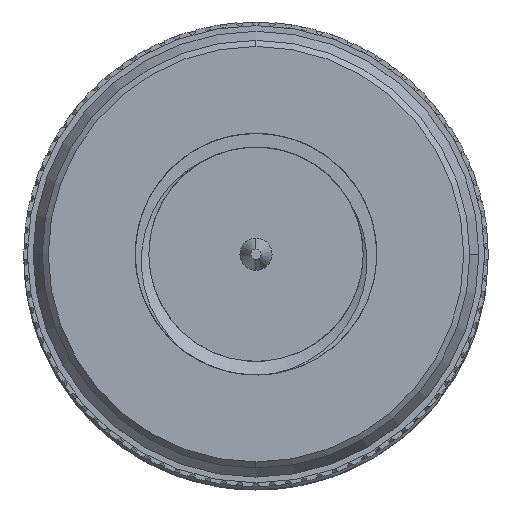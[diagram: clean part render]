
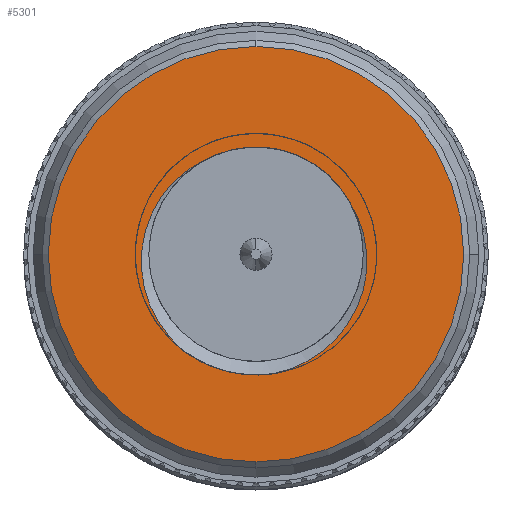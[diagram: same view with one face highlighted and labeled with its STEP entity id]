
A CAD part, front view. The second image highlights one B-rep face of the part: STEP entity #5301.
In plain terms, the highlighted planar face has unit normal (0, -1, 0).
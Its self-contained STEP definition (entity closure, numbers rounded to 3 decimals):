
#491 = CARTESIAN_POINT ( 'NONE',  ( 0.96, -41.995, -3.122 ) ) ;
#495 = CARTESIAN_POINT ( 'NONE',  ( 0.455, -41.995, -3.251 ) ) ;
#702 = CARTESIAN_POINT ( 'NONE',  ( 0., -41.995, 0.1 ) ) ;
#839 = CARTESIAN_POINT ( 'NONE',  ( 1.658, -41.995, -2.77 ) ) ;
#899 = CARTESIAN_POINT ( 'NONE',  ( 2.748, -41.995, 1.369 ) ) ;
#931 = EDGE_LOOP ( 'NONE', ( #2210, #1303 ) ) ;
#968 = CARTESIAN_POINT ( 'NONE',  ( 2.71, -41.995, -1.627 ) ) ;
#1084 = CARTESIAN_POINT ( 'NONE',  ( -2.424, -41.995, -2.217 ) ) ;
#1085 = FACE_OUTER_BOUND ( 'NONE', #931, .T. ) ;
#1145 = CARTESIAN_POINT ( 'NONE',  ( -1.49, -41.995, 2.704 ) ) ;
#1303 = ORIENTED_EDGE ( 'NONE', *, *, #6906, .F. ) ;
#1598 = CARTESIAN_POINT ( 'NONE',  ( -0.651, -41.995, -3.221 ) ) ;
#1656 = CARTESIAN_POINT ( 'NONE',  ( 0., -41.995, 5.915 ) ) ;
#1732 = EDGE_CURVE ( 'NONE', #10259, #7535, #5645, .T. ) ;
#2180 = CIRCLE ( 'NONE', #4405, 5.815 ) ;
#2191 = CARTESIAN_POINT ( 'NONE',  ( 3.004, -41.995, -0.908 ) ) ;
#2210 = ORIENTED_EDGE ( 'NONE', *, *, #12808, .F. ) ;
#2255 = CARTESIAN_POINT ( 'NONE',  ( 2.605, -41.995, 1.588 ) ) ;
#2448 = CARTESIAN_POINT ( 'NONE',  ( -2.741, -41.995, -1.793 ) ) ;
#2498 = CARTESIAN_POINT ( 'NONE',  ( -2.248, -41.995, -2.409 ) ) ;
#2843 = EDGE_CURVE ( 'NONE', #10161, #10259, #9444, .T. ) ;
#3420 = EDGE_CURVE ( 'NONE', #10912, #10161, #16928, .T. ) ;
#3535 = CARTESIAN_POINT ( 'NONE',  ( 2.926, -41.995, -1.155 ) ) ;
#3592 = CARTESIAN_POINT ( 'NONE',  ( 2.861, -41.995, 1.136 ) ) ;
#3659 = CARTESIAN_POINT ( 'NONE',  ( 2.498, -41.995, -1.957 ) ) ;
#3731 = CARTESIAN_POINT ( 'NONE',  ( -2.869, -41.995, -1.566 ) ) ;
#3842 = CARTESIAN_POINT ( 'NONE',  ( -3.215, -41.995, -0.308 ) ) ;
#3895 = CARTESIAN_POINT ( 'NONE',  ( -3.221, -41.995, -0.047 ) ) ;
#3983 = DIRECTION ( 'NONE',  ( 0., 1., 0. ) ) ;
#4043 = PLANE ( 'NONE',  #11515 ) ;
#4405 = AXIS2_PLACEMENT_3D ( 'NONE', #8000, #3983, #10608 ) ;
#5077 = CARTESIAN_POINT ( 'NONE',  ( -1.49, -41.995, 2.704 ) ) ;
#5168 = CARTESIAN_POINT ( 'NONE',  ( -2.813, -41.995, 1.465 ) ) ;
#5301 = ADVANCED_FACE ( 'NONE', ( #1085, #10932 ), #4043, .T. ) ;
#5345 = ORIENTED_EDGE ( 'NONE', *, *, #2843, .T. ) ;
#5441 = AXIS2_PLACEMENT_3D ( 'NONE', #702, #13923, #12701 ) ;
#5645 = B_SPLINE_CURVE_WITH_KNOTS ( 'NONE', 3,
 ( #10442, #9069, #2498, #1084, #13126, #2448, #3731, #13180, #15833, #3842, #3895, #11772, #13299, #17226, #5168, #14511, #10621, #9199, #10560, #1145 ),
 .UNSPECIFIED., .F., .F.,
 ( 4, 2, 2, 2, 2, 2, 2, 2, 2, 4 ),
 ( 0., 0.063, 0.125, 0.25, 0.375, 0.5, 0.625, 0.75, 0.875, 1. ),
 .UNSPECIFIED. ) ;
#5769 = CARTESIAN_POINT ( 'NONE',  ( 0.455, -41.995, -3.251 ) ) ;
#6284 = CARTESIAN_POINT ( 'NONE',  ( 0., -41.995, 0.1 ) ) ;
#6342 = CARTESIAN_POINT ( 'NONE',  ( 3.035, -41.995, -0.782 ) ) ;
#6789 = CARTESIAN_POINT ( 'NONE',  ( -0.432, -41.995, -3.256 ) ) ;
#6906 = EDGE_CURVE ( 'NONE', #17178, #15945, #12713, .T. ) ;
#7497 = CARTESIAN_POINT ( 'NONE',  ( 2.07, -41.995, -2.448 ) ) ;
#7502 = DIRECTION ( 'NONE',  ( 0., 0., 1. ) ) ;
#7535 = VERTEX_POINT ( 'NONE', #5077 ) ;
#7609 = CARTESIAN_POINT ( 'NONE',  ( 3.028, -41.995, 0.641 ) ) ;
#7667 = CARTESIAN_POINT ( 'NONE',  ( 2.255, -41.995, -2.264 ) ) ;
#7934 = DIRECTION ( 'NONE',  ( -1., 0., 0. ) ) ;
#8000 = CARTESIAN_POINT ( 'NONE',  ( 0., -41.995, 0.1 ) ) ;
#8179 = CARTESIAN_POINT ( 'NONE',  ( -1.294, -41.995, -3.056 ) ) ;
#8302 = CARTESIAN_POINT ( 'NONE',  ( -1.701, -41.995, -2.857 ) ) ;
#8462 = ORIENTED_EDGE ( 'NONE', *, *, #3420, .T. ) ;
#9069 = CARTESIAN_POINT ( 'NONE',  ( -2.154, -41.995, -2.5 ) ) ;
#9199 = CARTESIAN_POINT ( 'NONE',  ( -1.948, -41.995, 2.443 ) ) ;
#9410 = CARTESIAN_POINT ( 'NONE',  ( 0.234, -41.995, -3.281 ) ) ;
#9444 = B_SPLINE_CURVE_WITH_KNOTS ( 'NONE', 3,
 ( #13279, #9410, #9588, #14879, #6789, #1598, #10777, #8179, #8302, #12105 ),
 .UNSPECIFIED., .F., .F.,
 ( 4, 2, 2, 2, 4 ),
 ( 0., 0.25, 0.375, 0.5, 1. ),
 .UNSPECIFIED. ) ;
#9588 = CARTESIAN_POINT ( 'NONE',  ( 0.01, -41.995, -3.289 ) ) ;
#10161 = VERTEX_POINT ( 'NONE', #495 ) ;
#10259 = VERTEX_POINT ( 'NONE', #16816 ) ;
#10301 = CARTESIAN_POINT ( 'NONE',  ( 2.574, -41.995, -1.849 ) ) ;
#10442 = CARTESIAN_POINT ( 'NONE',  ( -2.054, -41.995, -2.586 ) ) ;
#10509 = EDGE_LOOP ( 'NONE', ( #5345, #16510, #15379, #8462 ) ) ;
#10560 = CARTESIAN_POINT ( 'NONE',  ( -1.729, -41.995, 2.588 ) ) ;
#10608 = DIRECTION ( 'NONE',  ( 0., 0., 1. ) ) ;
#10621 = CARTESIAN_POINT ( 'NONE',  ( -2.348, -41.995, 2.095 ) ) ;
#10777 = CARTESIAN_POINT ( 'NONE',  ( -0.761, -41.995, -3.197 ) ) ;
#10912 = VERTEX_POINT ( 'NONE', #12094 ) ;
#10932 = FACE_BOUND ( 'NONE', #10509, .T. ) ;
#11515 = AXIS2_PLACEMENT_3D ( 'NONE', #11978, #15931, #7934 ) ;
#11535 = CARTESIAN_POINT ( 'NONE',  ( 1.436, -41.995, -2.906 ) ) ;
#11772 = CARTESIAN_POINT ( 'NONE',  ( -3.169, -41.995, 0.477 ) ) ;
#11978 = CARTESIAN_POINT ( 'NONE',  ( -5.15, -41.995, 0.1 ) ) ;
#12094 = CARTESIAN_POINT ( 'NONE',  ( 2.605, -41.995, 1.588 ) ) ;
#12105 = CARTESIAN_POINT ( 'NONE',  ( -2.054, -41.995, -2.586 ) ) ;
#12701 = DIRECTION ( 'NONE',  ( -1., 0., 0. ) ) ;
#12713 = CIRCLE ( 'NONE', #14784, 5.815 ) ;
#12808 = EDGE_CURVE ( 'NONE', #15945, #17178, #2180, .T. ) ;
#12876 = CARTESIAN_POINT ( 'NONE',  ( 2.771, -41.995, -1.513 ) ) ;
#13126 = CARTESIAN_POINT ( 'NONE',  ( -2.506, -41.995, -2.117 ) ) ;
#13180 = CARTESIAN_POINT ( 'NONE',  ( -3.069, -41.995, -1.081 ) ) ;
#13279 = CARTESIAN_POINT ( 'NONE',  ( 0.455, -41.995, -3.251 ) ) ;
#13299 = CARTESIAN_POINT ( 'NONE',  ( -3.111, -41.995, 0.733 ) ) ;
#13718 = CARTESIAN_POINT ( 'NONE',  ( 0.712, -41.995, -3.202 ) ) ;
#13923 = DIRECTION ( 'NONE',  ( 0., 1., 0. ) ) ;
#14082 = CARTESIAN_POINT ( 'NONE',  ( 0., -41.995, -5.715 ) ) ;
#14343 = CARTESIAN_POINT ( 'NONE',  ( 3.119, -41.995, -0.136 ) ) ;
#14511 = CARTESIAN_POINT ( 'NONE',  ( -2.519, -41.995, 1.901 ) ) ;
#14784 = AXIS2_PLACEMENT_3D ( 'NONE', #6284, #16934, #7502 ) ;
#14879 = CARTESIAN_POINT ( 'NONE',  ( -0.322, -41.995, -3.268 ) ) ;
#15129 = EDGE_CURVE ( 'NONE', #7535, #10912, #15352, .T. ) ;
#15352 = CIRCLE ( 'NONE', #5441, 3. ) ;
#15379 = ORIENTED_EDGE ( 'NONE', *, *, #15129, .T. ) ;
#15531 = CARTESIAN_POINT ( 'NONE',  ( 3.105, -41.995, -0.397 ) ) ;
#15650 = CARTESIAN_POINT ( 'NONE',  ( 2.879, -41.995, -1.278 ) ) ;
#15833 = CARTESIAN_POINT ( 'NONE',  ( -3.139, -41.995, -0.828 ) ) ;
#15931 = DIRECTION ( 'NONE',  ( 0., -1., 0. ) ) ;
#15945 = VERTEX_POINT ( 'NONE', #1656 ) ;
#16510 = ORIENTED_EDGE ( 'NONE', *, *, #1732, .T. ) ;
#16816 = CARTESIAN_POINT ( 'NONE',  ( -2.054, -41.995, -2.586 ) ) ;
#16928 = B_SPLINE_CURVE_WITH_KNOTS ( 'NONE', 3,
 ( #2255, #899, #3592, #7609, #16929, #14343, #15531, #6342, #2191, #3535, #15650, #12876, #968, #10301, #3659, #7667, #7497, #839, #11535, #491, #13718, #5769 ),
 .UNSPECIFIED., .F., .F.,
 ( 4, 2, 2, 2, 2, 2, 2, 2, 2, 2, 4 ),
 ( 0., 0.125, 0.25, 0.375, 0.437, 0.5, 0.562, 0.625, 0.75, 0.875, 1. ),
 .UNSPECIFIED. ) ;
#16929 = CARTESIAN_POINT ( 'NONE',  ( 3.08, -41.995, 0.385 ) ) ;
#16934 = DIRECTION ( 'NONE',  ( 0., 1., 0. ) ) ;
#17178 = VERTEX_POINT ( 'NONE', #14082 ) ;
#17226 = CARTESIAN_POINT ( 'NONE',  ( -2.932, -41.995, 1.23 ) ) ;
